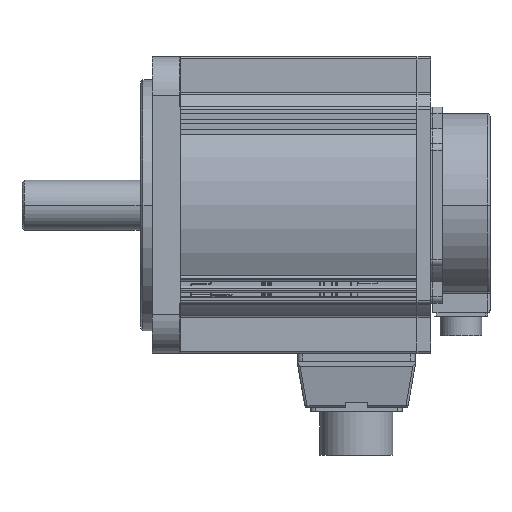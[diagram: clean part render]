
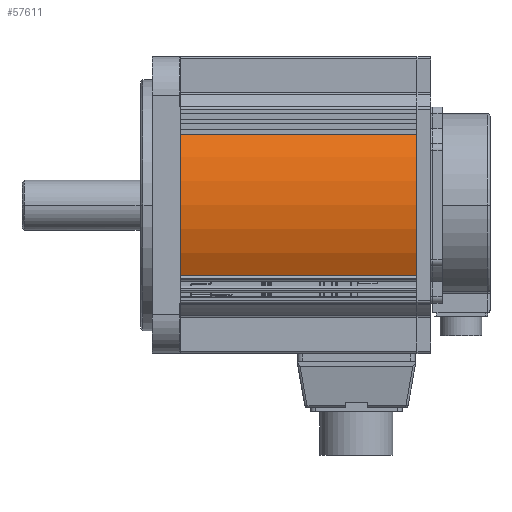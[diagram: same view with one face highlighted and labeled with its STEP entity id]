
A CAD part, top view. The second image highlights one B-rep face of the part: STEP entity #57611.
In plain terms, the highlighted cylindrical face has radius 65 mm (diameter 130 mm), a partial arc.
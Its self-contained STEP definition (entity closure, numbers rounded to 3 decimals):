
#199 = VERTEX_POINT ( 'NONE', #5912 ) ;
#1275 = DIRECTION ( 'NONE',  ( -1., 0., 0. ) ) ;
#3345 = DIRECTION ( 'NONE',  ( 1., 0., 0. ) ) ;
#3980 = DIRECTION ( 'NONE',  ( 0., 1., 0. ) ) ;
#4034 = CARTESIAN_POINT ( 'NONE',  ( 171.2, 31., 57.131 ) ) ;
#4180 = ORIENTED_EDGE ( 'NONE', *, *, #41822, .T. ) ;
#5912 = CARTESIAN_POINT ( 'NONE',  ( 171.2, 31., 57.131 ) ) ;
#6703 = DIRECTION ( 'NONE',  ( -1., 0., 0. ) ) ;
#8105 = LINE ( 'NONE', #4034, #31279 ) ;
#8132 = EDGE_CURVE ( 'NONE', #22222, #58565, #51478, .T. ) ;
#8359 = VECTOR ( 'NONE', #6703, 1000. ) ;
#8503 = EDGE_CURVE ( 'NONE', #51655, #58565, #10068, .T. ) ;
#10068 = LINE ( 'NONE', #63268, #8359 ) ;
#11892 = AXIS2_PLACEMENT_3D ( 'NONE', #51035, #1275, #67945 ) ;
#13537 = AXIS2_PLACEMENT_3D ( 'NONE', #31344, #59272, #3980 ) ;
#18964 = EDGE_CURVE ( 'NONE', #199, #51655, #39808, .T. ) ;
#19773 = EDGE_LOOP ( 'NONE', ( #28945, #33125, #47845, #4180 ) ) ;
#22222 = VERTEX_POINT ( 'NONE', #58008 ) ;
#27621 = CYLINDRICAL_SURFACE ( 'NONE', #11892, 65. ) ;
#28945 = ORIENTED_EDGE ( 'NONE', *, *, #8132, .T. ) ;
#30150 = FACE_OUTER_BOUND ( 'NONE', #19773, .T. ) ;
#31279 = VECTOR ( 'NONE', #48275, 1000. ) ;
#31344 = CARTESIAN_POINT ( 'NONE',  ( 67.7, 0., 0. ) ) ;
#33125 = ORIENTED_EDGE ( 'NONE', *, *, #8503, .F. ) ;
#35994 = CARTESIAN_POINT ( 'NONE',  ( 171.2, 0., 0. ) ) ;
#39808 = CIRCLE ( 'NONE', #60633, 65. ) ;
#41822 = EDGE_CURVE ( 'NONE', #199, #22222, #8105, .T. ) ;
#44873 = CARTESIAN_POINT ( 'NONE',  ( 67.7, -31., 57.131 ) ) ;
#47845 = ORIENTED_EDGE ( 'NONE', *, *, #18964, .F. ) ;
#48275 = DIRECTION ( 'NONE',  ( -1., 0., 0. ) ) ;
#51035 = CARTESIAN_POINT ( 'NONE',  ( 171.2, 0., 0. ) ) ;
#51478 = CIRCLE ( 'NONE', #13537, 65. ) ;
#51655 = VERTEX_POINT ( 'NONE', #58603 ) ;
#57611 = ADVANCED_FACE ( 'NONE', ( #30150 ), #27621, .T. ) ;
#58008 = CARTESIAN_POINT ( 'NONE',  ( 67.7, 31., 57.131 ) ) ;
#58565 = VERTEX_POINT ( 'NONE', #44873 ) ;
#58603 = CARTESIAN_POINT ( 'NONE',  ( 171.2, -31., 57.131 ) ) ;
#59272 = DIRECTION ( 'NONE',  ( 1., 0., 0. ) ) ;
#60633 = AXIS2_PLACEMENT_3D ( 'NONE', #35994, #3345, #68585 ) ;
#63268 = CARTESIAN_POINT ( 'NONE',  ( 171.2, -31., 57.131 ) ) ;
#67945 = DIRECTION ( 'NONE',  ( 0., -1., 0. ) ) ;
#68585 = DIRECTION ( 'NONE',  ( 0., 1., 0. ) ) ;
